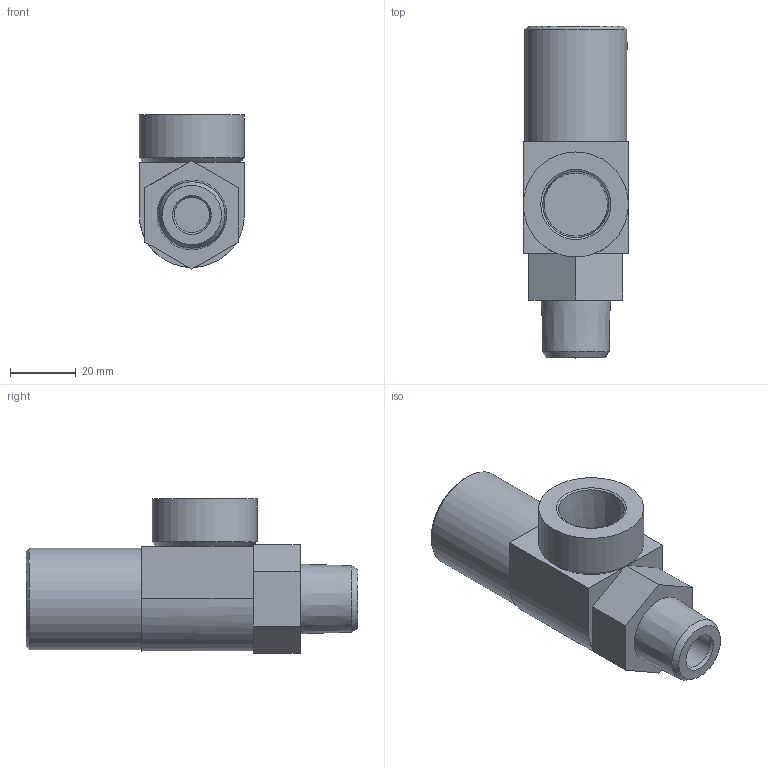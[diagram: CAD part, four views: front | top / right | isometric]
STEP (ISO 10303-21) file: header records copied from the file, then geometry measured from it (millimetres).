
FILE_DESCRIPTION(/* description */ ('STEP AP214'),/* implementation_level */ '2;1');
FILE_NAME(/* name */ '34880_HGL-1_2-NPT',/* time_stamp */ '2024-08-29T05:43:56+02:00',/* author */ ('License CC BY-ND 4.0'),/* organization */ ('CADENAS'),/* preprocessor_version */ 'ST-DEVELOPER v19.3',/* originating_system */ 'PARTsolutions',/* authorisation */ ' ');
FILE_SCHEMA (('AUTOMOTIVE_DESIGN {1 0 10303 214 3 1 1}'));
Length unit declared in the file: millimetre
Products named in the file (1): 34880 HGL-1/2-NPT
Bounding box: 32.1 x 101.1 x 47.01 mm (x, y, z)
Volume: 78553.5 mm3; surface area: 14863.4 mm2
Topology: 1 solids, 1 shells, 82 faces, 200 edges, 129 vertices
Faces by surface type: plane 65, cone 9, cylinder 8
Full cylindrical faces by diameter (mm): 10.668 x1, 31 x1, 32 x1
Entity records: 2366 total; most frequent: CARTESIAN_POINT 413, DIRECTION 402, ORIENTED_EDGE 374, EDGE_CURVE 187, AXIS2_PLACEMENT_3D 135, LINE 132, VECTOR 132, VERTEX_POINT 128
